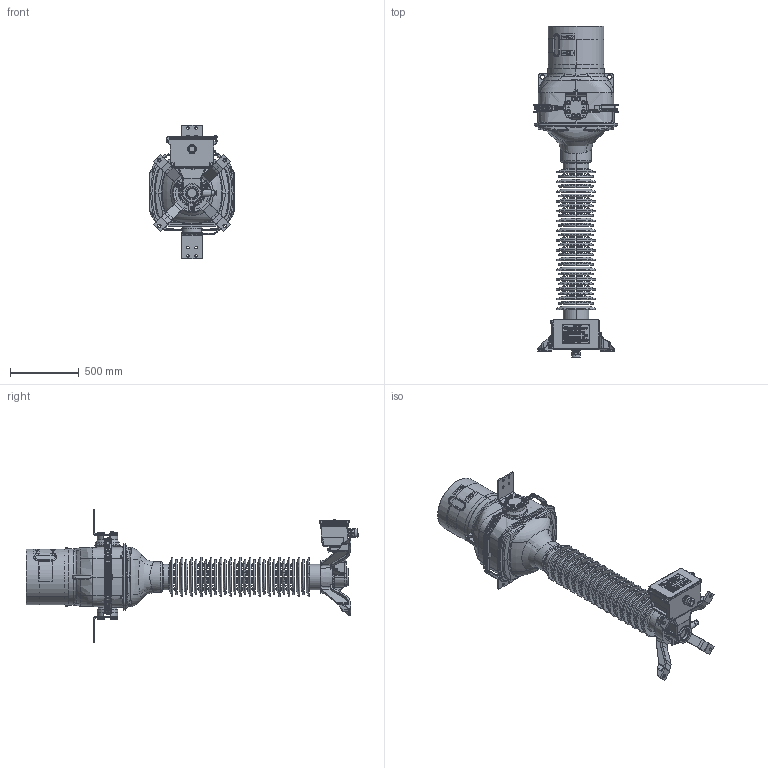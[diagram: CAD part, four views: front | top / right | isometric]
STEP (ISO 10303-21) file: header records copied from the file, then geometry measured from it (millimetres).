
FILE_DESCRIPTION (( 'STEP AP203' ), '1' );
FILE_NAME ('ﾒﾎﾌ-110III (20-500)ﾀ.STEP', '2022-07-28T10:13:24', ( '' ), ( '' ), 'SwSTEP 2.0', 'SolidWorks 2010', '' );
FILE_SCHEMA (( 'CONFIG_CONTROL_DESIGN' ));
Products named in the file (1): ﾒﾎﾌ-110III (20-500)ﾀ
Bounding box: 616 x 2416 x 969 mm (x, y, z)
Surface area: 5774484.4 mm2 (no closed solid volume)
Topology: 0 solids, 307 shells, 2023 faces, 12192 edges, 10267 vertices
Faces by surface type: cylinder 681, plane 628, torus 331, bspline 198, cone 175, sphere 10
Full cylindrical faces by diameter (mm): 406 x1
Entity records: 159383 total; most frequent: CARTESIAN_POINT 76081, ORIENTED_EDGE 15413, DIRECTION 14250, EDGE_CURVE 12182, VERTEX_POINT 10266, LINE 5242, VECTOR 5242, AXIS2_PLACEMENT_3D 4504
